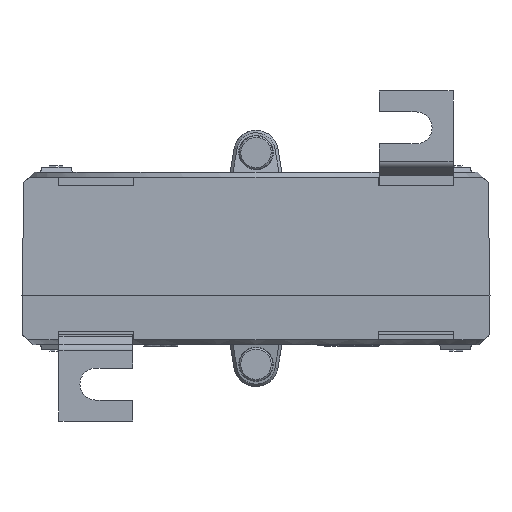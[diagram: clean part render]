
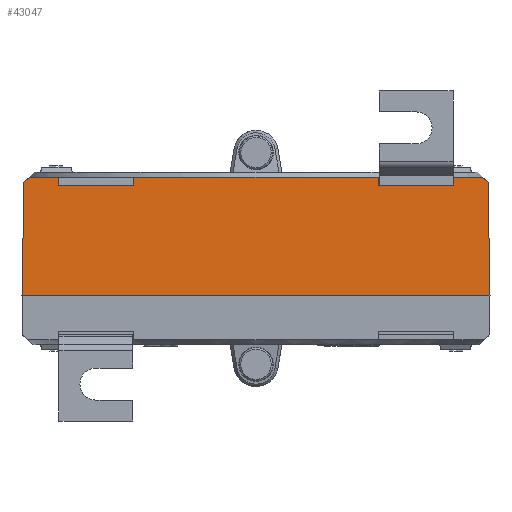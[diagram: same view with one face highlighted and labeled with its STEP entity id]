
A CAD part, front view. The second image highlights one B-rep face of the part: STEP entity #43047.
In plain terms, the highlighted planar face has unit normal (0, -1, 0.018).
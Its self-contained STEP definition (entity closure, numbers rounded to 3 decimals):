
#1598 = EDGE_LOOP ( 'NONE', ( #10657, #9109, #9223, #10262, #9395, #9207, #9897, #9226, #10513, #9393, #9810, #9222, #8911, #10511 ) ) ;
#8911 = ORIENTED_EDGE ( 'NONE', *, *, #82984, .T. ) ;
#9109 = ORIENTED_EDGE ( 'NONE', *, *, #83021, .T. ) ;
#9207 = ORIENTED_EDGE ( 'NONE', *, *, #83000, .T. ) ;
#9222 = ORIENTED_EDGE ( 'NONE', *, *, #83792, .T. ) ;
#9223 = ORIENTED_EDGE ( 'NONE', *, *, #14814, .F. ) ;
#9226 = ORIENTED_EDGE ( 'NONE', *, *, #83005, .T. ) ;
#9393 = ORIENTED_EDGE ( 'NONE', *, *, #83002, .T. ) ;
#9395 = ORIENTED_EDGE ( 'NONE', *, *, #82988, .T. ) ;
#9810 = ORIENTED_EDGE ( 'NONE', *, *, #14805, .F. ) ;
#9897 = ORIENTED_EDGE ( 'NONE', *, *, #14818, .F. ) ;
#10262 = ORIENTED_EDGE ( 'NONE', *, *, #82986, .T. ) ;
#10511 = ORIENTED_EDGE ( 'NONE', *, *, #82996, .T. ) ;
#10513 = ORIENTED_EDGE ( 'NONE', *, *, #83017, .F. ) ;
#10657 = ORIENTED_EDGE ( 'NONE', *, *, #83205, .F. ) ;
#14805 = EDGE_CURVE ( 'NONE', #76574, #77421, #23818, .T. ) ;
#14814 = EDGE_CURVE ( 'NONE', #76466, #76177, #23830, .T. ) ;
#14818 = EDGE_CURVE ( 'NONE', #77365, #76590, #23855, .T. ) ;
#23818 = LINE ( 'NONE', #69786, #23828 ) ;
#23828 = VECTOR ( 'NONE', #69767, 1000. ) ;
#23830 = LINE ( 'NONE', #69832, #23853 ) ;
#23853 = VECTOR ( 'NONE', #69040, 1000. ) ;
#23855 = LINE ( 'NONE', #69056, #23864 ) ;
#23864 = VECTOR ( 'NONE', #69081, 1000. ) ;
#26173 = AXIS2_PLACEMENT_3D ( 'NONE', #33580, #33600, #33601 ) ;
#32147 = FACE_OUTER_BOUND ( 'NONE', #1598, .T. ) ;
#33580 = CARTESIAN_POINT ( 'NONE',  ( 0., -48.5, 0. ) ) ;
#33586 = PLANE ( 'NONE',  #26173 ) ;
#33600 = DIRECTION ( 'NONE',  ( 0., -1., 0.017 ) ) ;
#33601 = DIRECTION ( 'NONE',  ( 0., -0.017, -1. ) ) ;
#43047 = ADVANCED_FACE ( 'NONE', ( #32147 ), #33586, .T. ) ;
#69040 = DIRECTION ( 'NONE',  ( 1., 0., 0. ) ) ;
#69056 = CARTESIAN_POINT ( 'NONE',  ( 47.116, -48.081, 24. ) ) ;
#69081 = DIRECTION ( 'NONE',  ( 1., 0., 0. ) ) ;
#69767 = DIRECTION ( 'NONE',  ( 1., 0., 0. ) ) ;
#69786 = CARTESIAN_POINT ( 'NONE',  ( 47.116, -48.081, 24. ) ) ;
#69832 = CARTESIAN_POINT ( 'NONE',  ( 47.116, -48.081, 24. ) ) ;
#76056 = VERTEX_POINT ( 'NONE', #100942 ) ;
#76177 = VERTEX_POINT ( 'NONE', #100998 ) ;
#76466 = VERTEX_POINT ( 'NONE', #101125 ) ;
#76574 = VERTEX_POINT ( 'NONE', #101173 ) ;
#76590 = VERTEX_POINT ( 'NONE', #101181 ) ;
#77365 = VERTEX_POINT ( 'NONE', #101527 ) ;
#77421 = VERTEX_POINT ( 'NONE', #101553 ) ;
#82984 = EDGE_CURVE ( 'NONE', #76056, #119288, #103887, .T. ) ;
#82986 = EDGE_CURVE ( 'NONE', #76466, #119300, #103899, .T. ) ;
#82988 = EDGE_CURVE ( 'NONE', #119300, #119638, #103903, .T. ) ;
#82996 = EDGE_CURVE ( 'NONE', #119288, #119403, #103918, .T. ) ;
#83000 = EDGE_CURVE ( 'NONE', #119638, #76590, #103906, .T. ) ;
#83002 = EDGE_CURVE ( 'NONE', #119521, #77421, #103926, .T. ) ;
#83005 = EDGE_CURVE ( 'NONE', #77365, #119887, #103934, .T. ) ;
#83017 = EDGE_CURVE ( 'NONE', #119521, #119887, #103956, .T. ) ;
#83021 = EDGE_CURVE ( 'NONE', #119680, #76177, #103960, .T. ) ;
#83205 = EDGE_CURVE ( 'NONE', #119680, #119403, #104258, .T. ) ;
#83792 = EDGE_CURVE ( 'NONE', #76574, #76056, #111847, .T. ) ;
#100942 = CARTESIAN_POINT ( 'NONE',  ( -47.098, -48.098, 23.01 ) ) ;
#100998 = CARTESIAN_POINT ( 'NONE',  ( 46.073, -48.081, 24. ) ) ;
#101125 = CARTESIAN_POINT ( 'NONE',  ( 40.163, -48.081, 24. ) ) ;
#101173 = CARTESIAN_POINT ( 'NONE',  ( -46.073, -48.081, 24. ) ) ;
#101181 = CARTESIAN_POINT ( 'NONE',  ( 24.837, -48.081, 24. ) ) ;
#101527 = CARTESIAN_POINT ( 'NONE',  ( -24.837, -48.081, 24. ) ) ;
#101553 = CARTESIAN_POINT ( 'NONE',  ( -40.163, -48.081, 24. ) ) ;
#103887 = LINE ( 'NONE', #108872, #103901 ) ;
#103893 = VECTOR ( 'NONE', #108874, 1000. ) ;
#103899 = LINE ( 'NONE', #108838, #103893 ) ;
#103901 = VECTOR ( 'NONE', #108873, 1000. ) ;
#103903 = LINE ( 'NONE', #108875, #103909 ) ;
#103906 = LINE ( 'NONE', #108894, #103931 ) ;
#103909 = VECTOR ( 'NONE', #108877, 1000. ) ;
#103918 = LINE ( 'NONE', #108881, #103925 ) ;
#103925 = VECTOR ( 'NONE', #108890, 1000. ) ;
#103926 = LINE ( 'NONE', #108896, #103936 ) ;
#103929 = VECTOR ( 'NONE', #108904, 1000. ) ;
#103931 = VECTOR ( 'NONE', #108895, 1000. ) ;
#103934 = LINE ( 'NONE', #108902, #103929 ) ;
#103936 = VECTOR ( 'NONE', #108899, 1000. ) ;
#103952 = VECTOR ( 'NONE', #108925, 1000. ) ;
#103956 = LINE ( 'NONE', #108917, #103952 ) ;
#103960 = LINE ( 'NONE', #108929, #103966 ) ;
#103966 = VECTOR ( 'NONE', #108931, 1000. ) ;
#104258 = LINE ( 'NONE', #109261, #104271 ) ;
#104271 = VECTOR ( 'NONE', #109264, 1000. ) ;
#108838 = CARTESIAN_POINT ( 'NONE',  ( 40.051, -48.307, 11.084 ) ) ;
#108872 = CARTESIAN_POINT ( 'NONE',  ( -47.485, -48.485, 0.846 ) ) ;
#108873 = DIRECTION ( 'NONE',  ( -0.017, -0.017, -1. ) ) ;
#108874 = DIRECTION ( 'NONE',  ( -0.009, -0.017, -1. ) ) ;
#108875 = CARTESIAN_POINT ( 'NONE',  ( 0., -48.111, 22.3 ) ) ;
#108877 = DIRECTION ( 'NONE',  ( -1., 0., 0. ) ) ;
#108881 = CARTESIAN_POINT ( 'NONE',  ( 0., -48.5, 0. ) ) ;
#108890 = DIRECTION ( 'NONE',  ( 1., 0., 0. ) ) ;
#108894 = CARTESIAN_POINT ( 'NONE',  ( 24.949, -48.307, 11.084 ) ) ;
#108895 = DIRECTION ( 'NONE',  ( -0.009, 0.017, 1. ) ) ;
#108896 = CARTESIAN_POINT ( 'NONE',  ( -40.051, -48.307, 11.084 ) ) ;
#108899 = DIRECTION ( 'NONE',  ( -0.009, 0.017, 1. ) ) ;
#108902 = CARTESIAN_POINT ( 'NONE',  ( -24.949, -48.307, 11.084 ) ) ;
#108904 = DIRECTION ( 'NONE',  ( -0.009, -0.017, -1. ) ) ;
#108917 = CARTESIAN_POINT ( 'NONE',  ( 0., -48.111, 22.3 ) ) ;
#108925 = DIRECTION ( 'NONE',  ( 1., 0., 0. ) ) ;
#108929 = CARTESIAN_POINT ( 'NONE',  ( 34.231, -47.881, 35.436 ) ) ;
#108931 = DIRECTION ( 'NONE',  ( -0.719, 0.012, 0.695 ) ) ;
#109261 = CARTESIAN_POINT ( 'NONE',  ( 47.486, -48.486, 0.829 ) ) ;
#109264 = DIRECTION ( 'NONE',  ( 0.017, -0.017, -1. ) ) ;
#110008 = CARTESIAN_POINT ( 'NONE',  ( -34.231, -47.881, 35.436 ) ) ;
#110012 = DIRECTION ( 'NONE',  ( -0.719, -0.012, -0.695 ) ) ;
#111847 = LINE ( 'NONE', #110008, #111853 ) ;
#111853 = VECTOR ( 'NONE', #110012, 1000. ) ;
#113848 = CARTESIAN_POINT ( 'NONE',  ( -47.5, -48.5, 0. ) ) ;
#113862 = CARTESIAN_POINT ( 'NONE',  ( 40.149, -48.111, 22.3 ) ) ;
#113978 = CARTESIAN_POINT ( 'NONE',  ( 47.5, -48.5, 0. ) ) ;
#114104 = CARTESIAN_POINT ( 'NONE',  ( -40.149, -48.111, 22.3 ) ) ;
#114234 = CARTESIAN_POINT ( 'NONE',  ( 24.851, -48.111, 22.3 ) ) ;
#114281 = CARTESIAN_POINT ( 'NONE',  ( 47.098, -48.098, 23.01 ) ) ;
#114499 = CARTESIAN_POINT ( 'NONE',  ( -24.851, -48.111, 22.3 ) ) ;
#119288 = VERTEX_POINT ( 'NONE', #113848 ) ;
#119300 = VERTEX_POINT ( 'NONE', #113862 ) ;
#119403 = VERTEX_POINT ( 'NONE', #113978 ) ;
#119521 = VERTEX_POINT ( 'NONE', #114104 ) ;
#119638 = VERTEX_POINT ( 'NONE', #114234 ) ;
#119680 = VERTEX_POINT ( 'NONE', #114281 ) ;
#119887 = VERTEX_POINT ( 'NONE', #114499 ) ;
